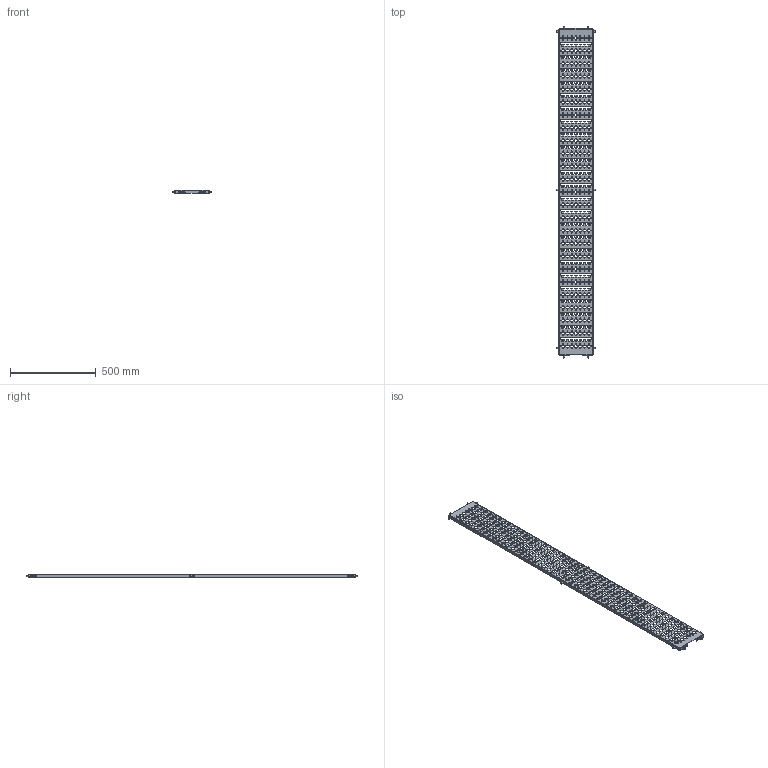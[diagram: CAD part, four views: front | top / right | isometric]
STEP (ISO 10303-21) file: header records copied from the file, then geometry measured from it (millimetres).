
FILE_DESCRIPTION (( 'STEP AP203' ), '1' );
FILE_NAME ('UR37601200020 Êàáåëüíàÿ òðàññà RS52 200.00 (000.801.695).STEP', '2022-04-18T12:35:47', ( '' ), ( '' ), 'SwSTEP 2.0', 'SolidWorks 2017', '' );
FILE_SCHEMA (( 'CONFIG_CONTROL_DESIGN' ));
Length unit declared in the file: millimetre
Products named in the file (3): UR37601200020 Êàáåëüíàÿ òðàññà RS52 200.00 (000.801.695); 015-167 Êàáåëüíàÿ òðàññà; hex flange bolt fine_din_DIN 6921 - M8x1 x 16 x 16-N
Assembly tree (11 placements, depth 2):
  UR37601200020 Êàáåëüíàÿ òðàññà RS52 200.00 (000.801.695)
    015-167 Êàáåëüíàÿ òðàññà
    hex flange bolt fine_din_DIN 6921 - M8x1 x 16 x 16-N  x10
Bounding box: 229 x 1939 x 20.72 mm (x, y, z)
Volume: 499371.9 mm3; surface area: 745508.8 mm2
Topology: 11 solids, 11 shells, 3692 faces, 10784 edges, 7124 vertices
Faces by surface type: plane 2290, cylinder 1222, cone 100, bspline 60, torus 20
Entity records: 118893 total; most frequent: CARTESIAN_POINT 20757, ORIENTED_EDGE 20452, DIRECTION 19494, EDGE_CURVE 10226, VECTOR 7772, LINE 7772, VERTEX_POINT 6800, AXIS2_PLACEMENT_3D 5861
